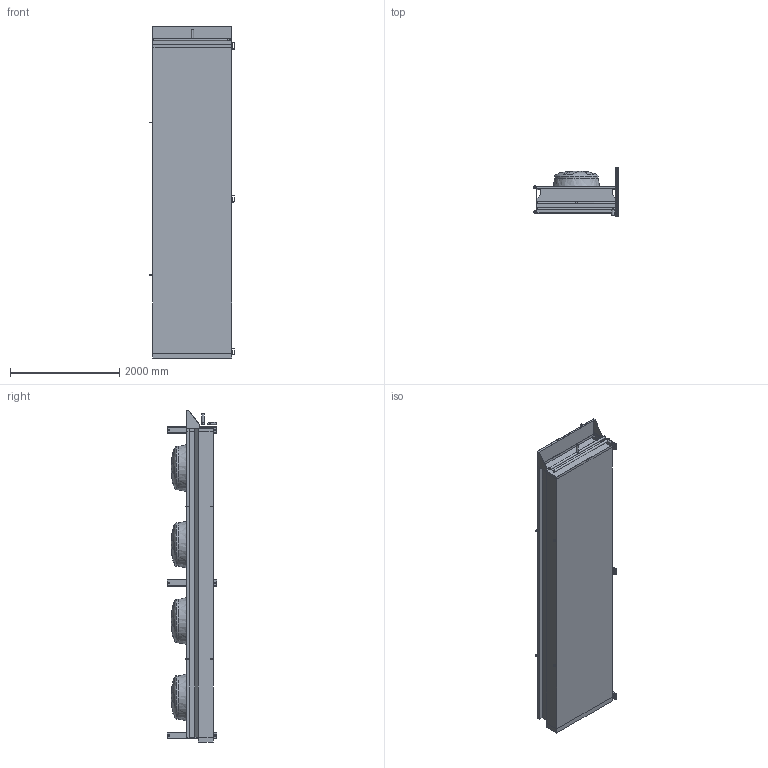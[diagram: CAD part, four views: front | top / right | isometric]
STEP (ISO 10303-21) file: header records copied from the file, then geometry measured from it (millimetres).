
FILE_DESCRIPTION (( 'STEP AP203' ), '1' );
FILE_NAME ('BXM_804S_H.STEP', '2018-09-17T15:00:12', ( 'Alfa Laval' ), ( 'Alfa Laval' ), 'SwSTEP 2.0', 'SolidWorks 2016', '' );
FILE_SCHEMA (( 'CONFIG_CONTROL_DESIGN' ));
Length unit declared in the file: millimetre
Products named in the file (6): ALB_COVER_BS_LIGHT_MONO_CU; ALB_HEADER_GAS_COOLER_MONO_LIGHT; BXM_804S_H; ALB_COILFRAME-CASING_LIGHT_MONO_800S_4M; ALB_COVER_HS_LIGHT_MONO; ALB_FEET_HF_LIGHT_MONO_800S_4M
Assembly tree (5 placements, depth 2):
  BXM_804S_H
    ALB_COILFRAME-CASING_LIGHT_MONO_800S_4M
    ALB_FEET_HF_LIGHT_MONO_800S_4M
    ALB_COVER_HS_LIGHT_MONO
    ALB_COVER_BS_LIGHT_MONO_CU
    ALB_HEADER_GAS_COOLER_MONO_LIGHT
Bounding box: 1544.91 x 900 x 6080 mm (x, y, z)
Volume: 4431511801.6 mm3; surface area: 30842826 mm2
Topology: 12 solids, 12 shells, 185 faces, 504 edges, 361 vertices
Faces by surface type: plane 101, cylinder 52, bspline 32
Full cylindrical faces by diameter (mm): 16 x6, 30 x6, 34 x4, 42 x2, 42.2 x2, 800 x4
Entity records: 9978 total; most frequent: CARTESIAN_POINT 4915, ORIENTED_EDGE 888, DIRECTION 856, EDGE_CURVE 444, VERTEX_POINT 342, AXIS2_PLACEMENT_3D 303, EDGE_LOOP 282, LINE 250
